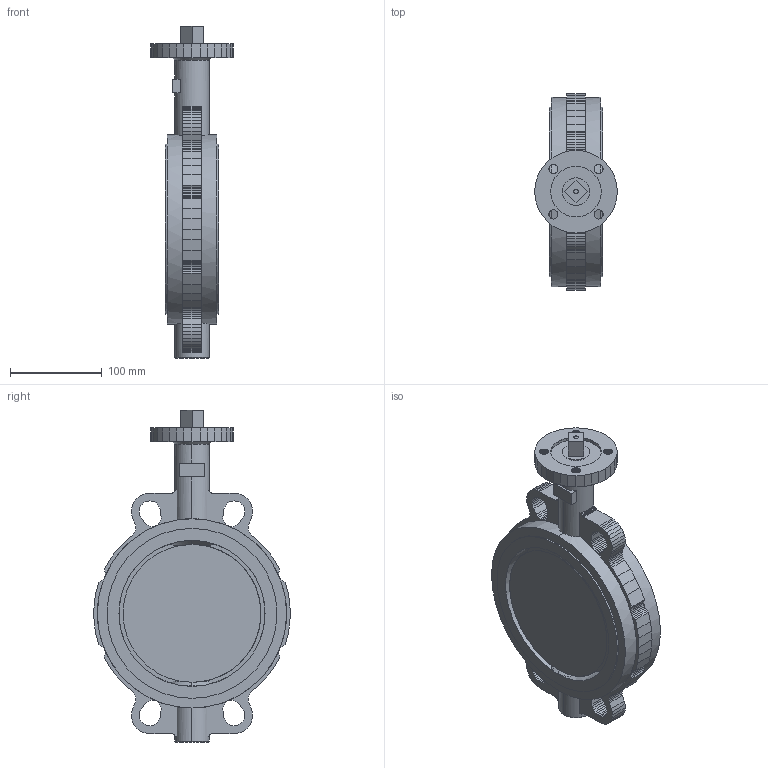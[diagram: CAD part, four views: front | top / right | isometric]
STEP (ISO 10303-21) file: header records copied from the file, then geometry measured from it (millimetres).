
FILE_DESCRIPTION(('CATIA V5 STEP Exchange','CAx-IF Rec.Pracs.--- Model Styling and Organization---1.4--- 2014-01-23','CAx-IF Rec.Pracs.---3D Tessellated Data Validation Properties---0.5---2014-09-14'),'2;1');
FILE_NAME('STEP_639151_-_TST.stp','2021-02-22T16:49:05+00:00',('none'),('none'),'CATIA Version 5-6 Release 2019 SP3','CATIA V5 STEP AP242 v1','none');
FILE_SCHEMA(('AP242_MANAGED_MODEL_BASED_3D_ENGINEERING_MIM_LF {1 0 10303 442 1 1 4}'));
Length unit declared in the file: millimetre
Products named in the file (1): 639151 - TST
Bounding box: 90 x 214 x 361.35 mm (x, y, z)
Volume: 1422986.7 mm3; surface area: 255534.2 mm2
Topology: 3 solids, 3 shells, 600 faces, 1750 edges, 1166 vertices
Faces by surface type: plane 554, cylinder 34, cone 12
Entity records: 19675 total; most frequent: CARTESIAN_POINT 4085, ORIENTED_EDGE 3500, DIRECTION 2769, EDGE_CURVE 1750, VECTOR 1597, LINE 1597, VERTEX_POINT 1166, AXIS2_PLACEMENT_3D 626
